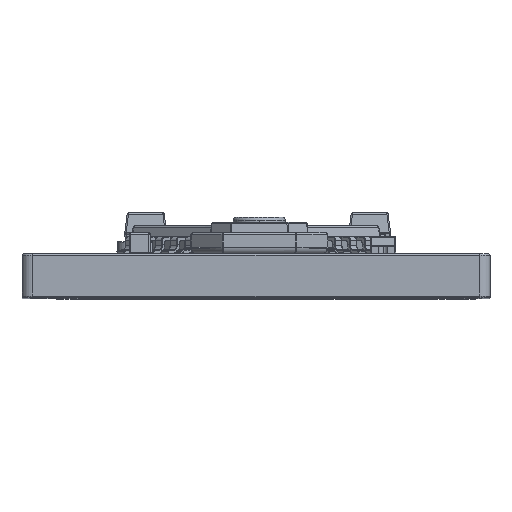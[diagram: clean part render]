
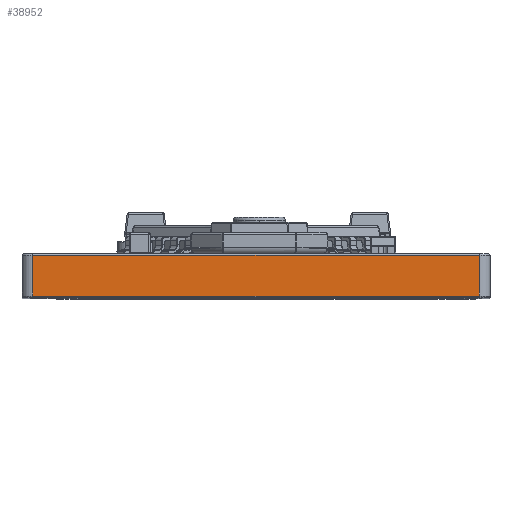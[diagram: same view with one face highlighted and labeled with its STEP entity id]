
A CAD part, top view. The second image highlights one B-rep face of the part: STEP entity #38952.
In plain terms, the highlighted planar face has unit normal (0, 0, 1).
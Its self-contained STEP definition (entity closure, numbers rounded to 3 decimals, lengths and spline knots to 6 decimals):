
#2159=PLANE('',#46689);
#4924=LINE('',#74357,#7537);
#4931=LINE('',#74400,#7544);
#4938=LINE('',#74435,#7551);
#4941=LINE('',#74439,#7554);
#7537=VECTOR('',#57937,1.);
#7544=VECTOR('',#57988,1.);
#7551=VECTOR('',#58031,1.);
#7554=VECTOR('',#58036,1.);
#18113=ORIENTED_EDGE('',*,*,#23886,.T.);
#18114=ORIENTED_EDGE('',*,*,#23865,.T.);
#18115=ORIENTED_EDGE('',*,*,#23883,.T.);
#18116=ORIENTED_EDGE('',*,*,#23843,.T.);
#23843=EDGE_CURVE('',#27540,#27546,#4924,.T.);
#23865=EDGE_CURVE('',#27559,#27557,#4931,.T.);
#23883=EDGE_CURVE('',#27557,#27540,#4938,.T.);
#23886=EDGE_CURVE('',#27546,#27559,#4941,.T.);
#27540=VERTEX_POINT('',#74341);
#27546=VERTEX_POINT('',#74356);
#27557=VERTEX_POINT('',#74391);
#27559=VERTEX_POINT('',#74397);
#32866=EDGE_LOOP('',(#18113,#18114,#18115,#18116));
#35494=FACE_BOUND('',#32866,.T.);
#38952=ADVANCED_FACE('',(#35494),#2159,.F.);
#46689=AXIS2_PLACEMENT_3D('',#75205,#59059,#59060);
#57937=DIRECTION('',(-1.,0.,0.));
#57988=DIRECTION('',(1.,0.,0.));
#58031=DIRECTION('',(0.,1.,0.));
#58036=DIRECTION('',(0.,-1.,0.));
#59059=DIRECTION('',(0.,0.,-1.));
#59060=DIRECTION('',(-1.,0.,0.));
#74341=CARTESIAN_POINT('',(0.01738,0.0016,0.));
#74356=CARTESIAN_POINT('',(0.0004,0.0016,0.));
#74357=CARTESIAN_POINT('',(0.,0.0016,0.));
#74391=CARTESIAN_POINT('',(0.01738,0.00005,0.));
#74397=CARTESIAN_POINT('',(0.0004,0.00005,0.));
#74400=CARTESIAN_POINT('',(0.01738,0.00005,0.));
#74435=CARTESIAN_POINT('',(0.01738,0.00165,0.));
#74439=CARTESIAN_POINT('',(0.0004,0.00165,0.));
#75205=CARTESIAN_POINT('',(0.,0.00165,0.));
